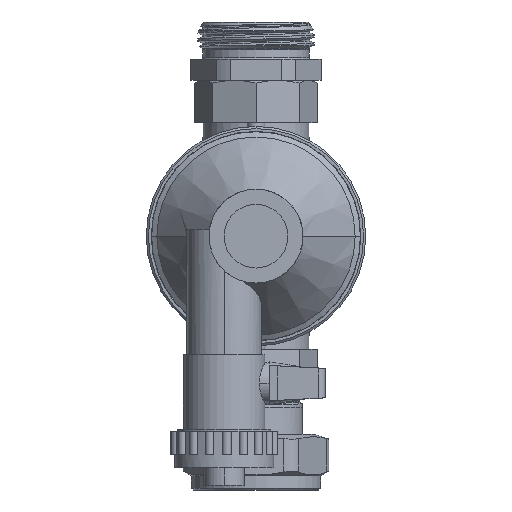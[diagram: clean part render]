
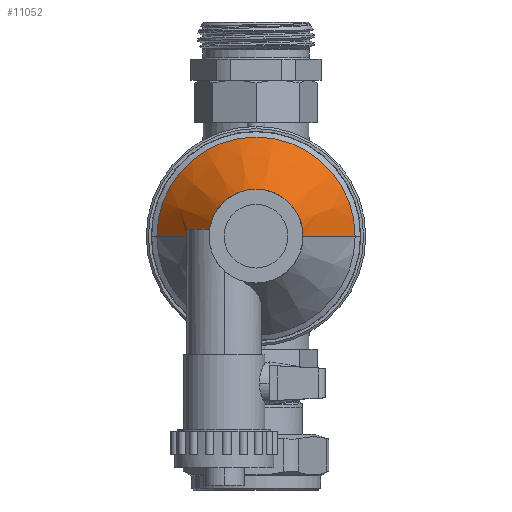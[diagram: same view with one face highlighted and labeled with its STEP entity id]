
A CAD part, front view. The second image highlights one B-rep face of the part: STEP entity #11052.
In plain terms, the highlighted conical face has half-angle 35 degrees and reference radius 20.654 mm.
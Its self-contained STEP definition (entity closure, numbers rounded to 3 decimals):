
#1457=CARTESIAN_POINT('',(-13.15,-284.,-292.5));
#1458=CARTESIAN_POINT('',(-13.781,-283.109,-292.5));
#1459=CARTESIAN_POINT('',(-15.092,-281.255,
-292.5));
#1460=CARTESIAN_POINT('',(-17.206,-278.26,
-292.5));
#1461=CARTESIAN_POINT('',(-18.718,-276.112,
-292.5));
#1462=CARTESIAN_POINT('',(-19.5,-275.001,
-292.5));
#1468=DIRECTION('',(0.574,-0.819,0.));
#1469=VECTOR('',#1468,14.831);
#1470=CARTESIAN_POINT('',(-28.006,-263.,-294.5));
#1471=LINE('',#1470,#1469);
#1472=DIRECTION('',(0.574,0.819,0.));
#1473=VECTOR('',#1472,25.636);
#1474=CARTESIAN_POINT('',(13.301,-284.,-294.5));
#1475=LINE('',#1474,#1473);
#1476=CARTESIAN_POINT('',(-19.499,-275.149,-294.5));
#1477=CARTESIAN_POINT('',(-19.499,-275.149,
-294.283));
#1478=CARTESIAN_POINT('',(-19.499,-275.138,
-293.845));
#1479=CARTESIAN_POINT('',(-19.5,-275.09,
-293.184));
#1480=CARTESIAN_POINT('',(-19.5,-275.035,
-292.73));
#1481=CARTESIAN_POINT('',(-19.5,-275.001,
-292.5));
#1522=CARTESIAN_POINT('',(0.,-284.,-294.5));
#1523=DIRECTION('',(0.,-1.,0.));
#1524=DIRECTION('',(1.,0.,0.));
#1525=AXIS2_PLACEMENT_3D('',#1522,#1523,#1524);
#1560=CARTESIAN_POINT('',(0.,-263.,-294.5));
#1561=DIRECTION('',(0.,1.,0.));
#1562=DIRECTION('',(-1.,0.,0.));
#1563=AXIS2_PLACEMENT_3D('',#1560,#1561,#1562);
#8640=CARTESIAN_POINT('',(-28.006,-263.,-294.5));
#8641=VERTEX_POINT('',#8640);
#8642=CARTESIAN_POINT('',(28.006,-263.,-294.5));
#8643=VERTEX_POINT('',#8642);
#8652=CARTESIAN_POINT('',(-19.499,-275.149,-294.5));
#8653=VERTEX_POINT('',#8652);
#8654=CARTESIAN_POINT('',(13.301,-284.,-294.5));
#8655=VERTEX_POINT('',#8654);
#9490=CARTESIAN_POINT('',(-13.15,-284.,-292.5));
#9491=VERTEX_POINT('',#9490);
#9492=CARTESIAN_POINT('',(-19.5,-275.001,-292.5));
#9493=VERTEX_POINT('',#9492);
#11035=CARTESIAN_POINT('',(0.,-273.5,-294.5));
#11036=DIRECTION('',(0.,1.,0.));
#11037=DIRECTION('',(-1.,0.,0.));
#11038=AXIS2_PLACEMENT_3D('',#11035,#11036,#11037);
#11039=CONICAL_SURFACE('',#11038,20.654,35.);
#11041=ORIENTED_EDGE('',*,*,#11040,.F.);
#11043=ORIENTED_EDGE('',*,*,#11042,.T.);
#11045=ORIENTED_EDGE('',*,*,#11044,.F.);
#11047=ORIENTED_EDGE('',*,*,#11046,.T.);
#11048=ORIENTED_EDGE('',*,*,#11028,.T.);
#11049=ORIENTED_EDGE('',*,*,#10904,.F.);
#11050=EDGE_LOOP('',(#11041,#11043,#11045,#11047,#11048,#11049));
#11051=FACE_OUTER_BOUND('',#11050,.F.);
#11052=ADVANCED_FACE('',(#11051),#11039,.T.);
#1463=B_SPLINE_CURVE_WITH_KNOTS('',3,(#1457,#1458,#1459,#1460,#1461,#1462),
.UNSPECIFIED.,.F.,.F.,(4,1,1,4),(0.,0.333,0.667,1.),
.UNSPECIFIED.);
#1482=B_SPLINE_CURVE_WITH_KNOTS('',3,(#1476,#1477,#1478,#1479,#1480,#1481),
.UNSPECIFIED.,.F.,.F.,(4,1,1,4),(0.,0.333,0.667,1.),
.UNSPECIFIED.);
#1526=CIRCLE('',#1525,13.301);
#1564=CIRCLE('',#1563,28.006);
#10904=EDGE_CURVE('',#8653,#9493,#1482,.T.);
#11028=EDGE_CURVE('',#9491,#9493,#1463,.T.);
#11040=EDGE_CURVE('',#8641,#8653,#1471,.T.);
#11042=EDGE_CURVE('',#8641,#8643,#1564,.T.);
#11044=EDGE_CURVE('',#8655,#8643,#1475,.T.);
#11046=EDGE_CURVE('',#8655,#9491,#1526,.T.);
